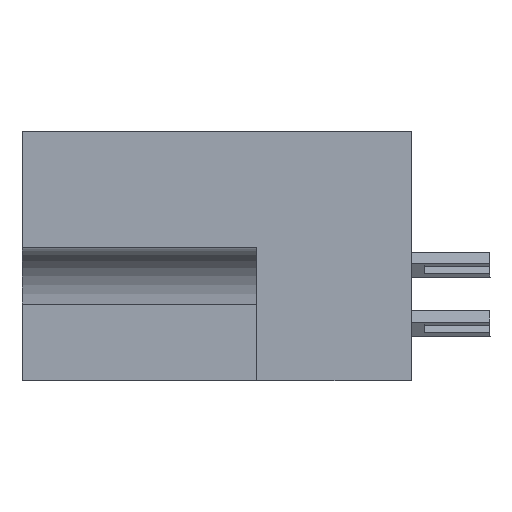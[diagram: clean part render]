
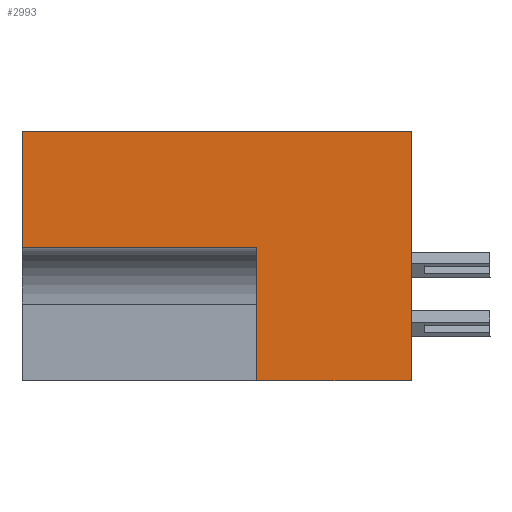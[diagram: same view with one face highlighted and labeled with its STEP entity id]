
A CAD part, left-side view. The second image highlights one B-rep face of the part: STEP entity #2993.
In plain terms, the highlighted planar face has unit normal (-1, 0, 0).
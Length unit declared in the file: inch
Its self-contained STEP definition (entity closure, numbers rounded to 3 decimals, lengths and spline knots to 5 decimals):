
#280 = VERTEX_POINT ( 'NONE', #4366 ) ;
#316 = EDGE_CURVE ( 'NONE', #14762, #12594, #16801, .T. ) ;
#458 = EDGE_CURVE ( 'NONE', #18115, #20272, #14295, .T. ) ;
#1025 = CARTESIAN_POINT ( 'NONE',  ( 0., 0.328, -0.531 ) ) ;
#1184 = CARTESIAN_POINT ( 'NONE',  ( 0., 0.328, -0.248 ) ) ;
#1720 = VERTEX_POINT ( 'NONE', #17784 ) ;
#2060 = EDGE_LOOP ( 'NONE', ( #18291, #21386, #5332, #13850, #10907, #16313 ) ) ;
#2104 = VECTOR ( 'NONE', #14792, 39.37008 ) ;
#2232 = VECTOR ( 'NONE', #21482, 39.37008 ) ;
#2993 = ADVANCED_FACE ( 'NONE', ( #4030 ), #15390, .F. ) ;
#4030 = FACE_OUTER_BOUND ( 'NONE', #2060, .T. ) ;
#4366 = CARTESIAN_POINT ( 'NONE',  ( 0., 0., -0.531 ) ) ;
#4630 = DIRECTION ( 'NONE',  ( 0., 0., -1. ) ) ;
#5120 = EDGE_CURVE ( 'NONE', #20272, #1720, #19907, .T. ) ;
#5332 = ORIENTED_EDGE ( 'NONE', *, *, #316, .F. ) ;
#7160 = CARTESIAN_POINT ( 'NONE',  ( 0., 0.328, -0.248 ) ) ;
#8343 = DIRECTION ( 'NONE',  ( 1., 0., 0. ) ) ;
#8402 = CARTESIAN_POINT ( 'NONE',  ( 0., 0.828, 0. ) ) ;
#8778 = DIRECTION ( 'NONE',  ( 0., 0., 1. ) ) ;
#9297 = AXIS2_PLACEMENT_3D ( 'NONE', #17122, #8343, #4630 ) ;
#9960 = DIRECTION ( 'NONE',  ( 0., 0., 1. ) ) ;
#10543 = LINE ( 'NONE', #1184, #15852 ) ;
#10907 = ORIENTED_EDGE ( 'NONE', *, *, #13592, .T. ) ;
#11708 = LINE ( 'NONE', #16274, #2104 ) ;
#12594 = VERTEX_POINT ( 'NONE', #7160 ) ;
#12862 = VECTOR ( 'NONE', #9960, 39.37008 ) ;
#13592 = EDGE_CURVE ( 'NONE', #280, #1720, #19413, .T. ) ;
#13598 = CARTESIAN_POINT ( 'NONE',  ( 0., 0.828, -0.248 ) ) ;
#13850 = ORIENTED_EDGE ( 'NONE', *, *, #23074, .T. ) ;
#14295 = LINE ( 'NONE', #19572, #20975 ) ;
#14762 = VERTEX_POINT ( 'NONE', #1025 ) ;
#14792 = DIRECTION ( 'NONE',  ( 0., -1., 0. ) ) ;
#15390 = PLANE ( 'NONE',  #9297 ) ;
#15852 = VECTOR ( 'NONE', #19122, 39.37008 ) ;
#16274 = CARTESIAN_POINT ( 'NONE',  ( 0., 0.453, -0.531 ) ) ;
#16313 = ORIENTED_EDGE ( 'NONE', *, *, #5120, .F. ) ;
#16801 = LINE ( 'NONE', #17096, #12862 ) ;
#16816 = CARTESIAN_POINT ( 'NONE',  ( 0., 0.453, 0. ) ) ;
#17096 = CARTESIAN_POINT ( 'NONE',  ( 0., 0.328, -0.531 ) ) ;
#17122 = CARTESIAN_POINT ( 'NONE',  ( 0., 0.453, 0. ) ) ;
#17437 = VECTOR ( 'NONE', #18470, 39.37008 ) ;
#17784 = CARTESIAN_POINT ( 'NONE',  ( 0., 0., 0. ) ) ;
#18115 = VERTEX_POINT ( 'NONE', #13598 ) ;
#18291 = ORIENTED_EDGE ( 'NONE', *, *, #458, .F. ) ;
#18470 = DIRECTION ( 'NONE',  ( 0., -1., 0. ) ) ;
#19122 = DIRECTION ( 'NONE',  ( 0., 1., 0. ) ) ;
#19394 = EDGE_CURVE ( 'NONE', #12594, #18115, #10543, .T. ) ;
#19413 = LINE ( 'NONE', #19756, #2232 ) ;
#19572 = CARTESIAN_POINT ( 'NONE',  ( 0., 0.828, 0. ) ) ;
#19756 = CARTESIAN_POINT ( 'NONE',  ( 0., 0., 0. ) ) ;
#19907 = LINE ( 'NONE', #16816, #17437 ) ;
#20272 = VERTEX_POINT ( 'NONE', #8402 ) ;
#20975 = VECTOR ( 'NONE', #8778, 39.37008 ) ;
#21386 = ORIENTED_EDGE ( 'NONE', *, *, #19394, .F. ) ;
#21482 = DIRECTION ( 'NONE',  ( 0., 0., 1. ) ) ;
#23074 = EDGE_CURVE ( 'NONE', #14762, #280, #11708, .T. ) ;
